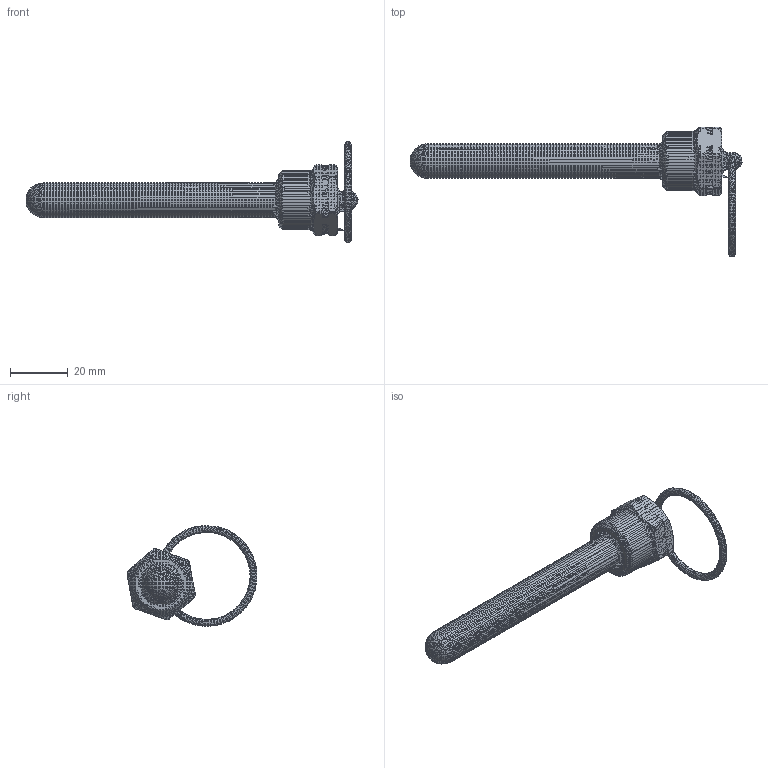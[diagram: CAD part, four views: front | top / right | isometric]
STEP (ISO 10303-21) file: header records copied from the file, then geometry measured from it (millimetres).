
FILE_DESCRIPTION(('CATIA V5 STEP Exchange'),'2;1');
FILE_NAME('XXXXXX (STP).stp','2016-10-17T06:24:40+00:00',('none'),('none'),'CATIA Version 5-6 Release 2014 SP5','CATIA V5 STEP AP203','none');
FILE_SCHEMA(('CONFIG_CONTROL_DESIGN'));
Products named in the file (1): 559003 - TST
Bounding box: 114.88 x 44.95 x 34.82 mm (x, y, z)
Volume: 17767 mm3; surface area: 6146.8 mm2
Topology: 1 solids, 1 shells, 11235 faces, 18370 edges, 7135 vertices
Faces by surface type: plane 11235
Entity records: 232792 total; most frequent: DIRECTION 40839, CARTESIAN_POINT 36746, ORIENTED_EDGE 36740, EDGE_CURVE 18370, VECTOR 18369, LINE 18369, AXIS2_PLACEMENT_3D 11236, ADVANCED_FACE 11235
